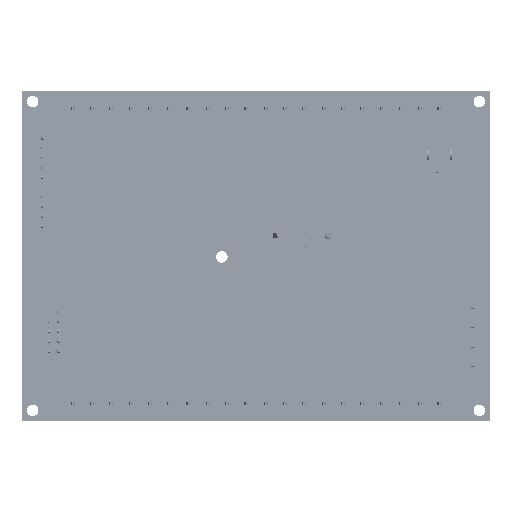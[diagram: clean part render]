
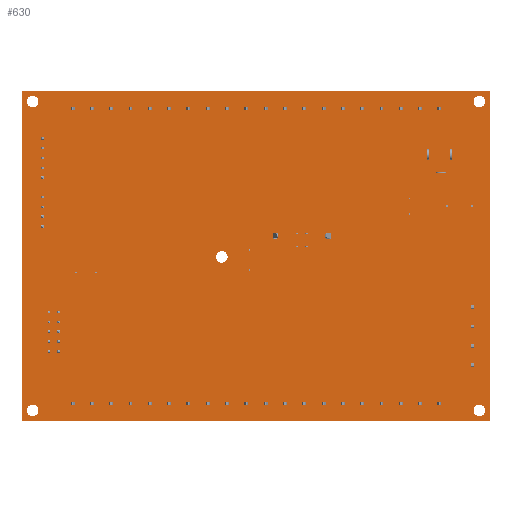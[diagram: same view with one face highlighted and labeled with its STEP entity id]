
A CAD part, front view. The second image highlights one B-rep face of the part: STEP entity #630.
In plain terms, the highlighted free-form (B-spline) face has degree [1, 1] with [2, 2] control points.
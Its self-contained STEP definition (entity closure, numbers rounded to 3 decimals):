
#228 = VERTEX_POINT('',#229);
#229 = CARTESIAN_POINT('',(-12.364,0.,-2.445));
#234 = EDGE_CURVE('',#228,#235,#237,.T.);
#235 = VERTEX_POINT('',#236);
#236 = CARTESIAN_POINT('',(-12.364,0.,1.746));
#237 = ( BOUNDED_CURVE() B_SPLINE_CURVE(2,(#238,#239,#240,#241,#242),
.UNSPECIFIED.,.F.,.F.) B_SPLINE_CURVE_WITH_KNOTS((3,2,3),(3.142,
4.712,6.283),.PIECEWISE_BEZIER_KNOTS.) CURVE() 
GEOMETRIC_REPRESENTATION_ITEM() RATIONAL_B_SPLINE_CURVE((1.,
0.707,1.,0.707,1.)) REPRESENTATION_ITEM('') );
#238 = CARTESIAN_POINT('',(-12.364,0.,-2.445));
#239 = CARTESIAN_POINT('',(-14.459,0.,-2.445));
#240 = CARTESIAN_POINT('',(-14.459,0.,-0.349));
#241 = CARTESIAN_POINT('',(-14.459,0.,1.746));
#242 = CARTESIAN_POINT('',(-12.364,0.,1.746));
#276 = VERTEX_POINT('',#277);
#277 = CARTESIAN_POINT('',(-80.82,0.,53.787));
#282 = EDGE_CURVE('',#276,#283,#285,.T.);
#283 = VERTEX_POINT('',#284);
#284 = CARTESIAN_POINT('',(-80.82,0.,57.978));
#285 = ( BOUNDED_CURVE() B_SPLINE_CURVE(2,(#286,#287,#288,#289,#290),
.UNSPECIFIED.,.F.,.F.) B_SPLINE_CURVE_WITH_KNOTS((3,2,3),(0.,
1.571,3.142),.PIECEWISE_BEZIER_KNOTS.) CURVE() 
GEOMETRIC_REPRESENTATION_ITEM() RATIONAL_B_SPLINE_CURVE((1.,
0.707,1.,0.707,1.)) REPRESENTATION_ITEM('') );
#286 = CARTESIAN_POINT('',(-80.82,0.,53.787));
#287 = CARTESIAN_POINT('',(-82.915,0.,53.787));
#288 = CARTESIAN_POINT('',(-82.915,0.,55.882));
#289 = CARTESIAN_POINT('',(-82.915,0.,57.978));
#290 = CARTESIAN_POINT('',(-80.82,0.,57.978));
#324 = VERTEX_POINT('',#325);
#325 = CARTESIAN_POINT('',(80.82,0.,53.787));
#330 = EDGE_CURVE('',#324,#331,#333,.T.);
#331 = VERTEX_POINT('',#332);
#332 = CARTESIAN_POINT('',(80.82,0.,57.978));
#333 = ( BOUNDED_CURVE() B_SPLINE_CURVE(2,(#334,#335,#336,#337,#338),
.UNSPECIFIED.,.F.,.F.) B_SPLINE_CURVE_WITH_KNOTS((3,2,3),(3.142,
4.712,6.283),.PIECEWISE_BEZIER_KNOTS.) CURVE() 
GEOMETRIC_REPRESENTATION_ITEM() RATIONAL_B_SPLINE_CURVE((1.,
0.707,1.,0.707,1.)) REPRESENTATION_ITEM('') );
#334 = CARTESIAN_POINT('',(80.82,0.,53.787));
#335 = CARTESIAN_POINT('',(78.724,0.,53.787));
#336 = CARTESIAN_POINT('',(78.724,0.,55.882));
#337 = CARTESIAN_POINT('',(78.724,0.,57.978));
#338 = CARTESIAN_POINT('',(80.82,0.,57.978));
#372 = VERTEX_POINT('',#373);
#373 = CARTESIAN_POINT('',(80.82,0.,-57.978));
#378 = EDGE_CURVE('',#372,#379,#381,.T.);
#379 = VERTEX_POINT('',#380);
#380 = CARTESIAN_POINT('',(80.82,0.,-53.787));
#381 = ( BOUNDED_CURVE() B_SPLINE_CURVE(2,(#382,#383,#384,#385,#386),
.UNSPECIFIED.,.F.,.F.) B_SPLINE_CURVE_WITH_KNOTS((3,2,3),(0.,
1.571,3.142),.PIECEWISE_BEZIER_KNOTS.) CURVE() 
GEOMETRIC_REPRESENTATION_ITEM() RATIONAL_B_SPLINE_CURVE((1.,
0.707,1.,0.707,1.)) REPRESENTATION_ITEM('') );
#382 = CARTESIAN_POINT('',(80.82,0.,-57.978));
#383 = CARTESIAN_POINT('',(78.724,0.,-57.978));
#384 = CARTESIAN_POINT('',(78.724,0.,-55.882));
#385 = CARTESIAN_POINT('',(78.724,0.,-53.787));
#386 = CARTESIAN_POINT('',(80.82,0.,-53.787));
#420 = VERTEX_POINT('',#421);
#421 = CARTESIAN_POINT('',(-80.82,0.,-57.978));
#426 = EDGE_CURVE('',#420,#427,#429,.T.);
#427 = VERTEX_POINT('',#428);
#428 = CARTESIAN_POINT('',(-80.82,0.,-53.787));
#429 = ( BOUNDED_CURVE() B_SPLINE_CURVE(2,(#430,#431,#432,#433,#434),
.UNSPECIFIED.,.F.,.F.) B_SPLINE_CURVE_WITH_KNOTS((3,2,3),(3.142,
4.712,6.283),.PIECEWISE_BEZIER_KNOTS.) CURVE() 
GEOMETRIC_REPRESENTATION_ITEM() RATIONAL_B_SPLINE_CURVE((1.,
0.707,1.,0.707,1.)) REPRESENTATION_ITEM('') );
#430 = CARTESIAN_POINT('',(-80.82,0.,-57.978));
#431 = CARTESIAN_POINT('',(-82.915,0.,-57.978));
#432 = CARTESIAN_POINT('',(-82.915,0.,-55.882));
#433 = CARTESIAN_POINT('',(-82.915,0.,-53.787));
#434 = CARTESIAN_POINT('',(-80.82,0.,-53.787));
#630 = ADVANCED_FACE('',(#631,#661,#672,#683,#694,#705),#716,.F.);
#631 = FACE_BOUND('',#632,.T.);
#632 = EDGE_LOOP('',(#633,#642,#649,#656));
#633 = ORIENTED_EDGE('',*,*,#634,.F.);
#634 = EDGE_CURVE('',#635,#637,#639,.T.);
#635 = VERTEX_POINT('',#636);
#636 = CARTESIAN_POINT('',(84.661,0.,59.724));
#637 = VERTEX_POINT('',#638);
#638 = CARTESIAN_POINT('',(84.661,0.,-59.724));
#639 = B_SPLINE_CURVE_WITH_KNOTS('',1,(#640,#641),.UNSPECIFIED.,.F.,.F.,
  (2,2),(-85.5,-0.),.PIECEWISE_BEZIER_KNOTS.);
#640 = CARTESIAN_POINT('',(84.661,0.,59.724));
#641 = CARTESIAN_POINT('',(84.661,0.,-59.724));
#642 = ORIENTED_EDGE('',*,*,#643,.F.);
#643 = EDGE_CURVE('',#644,#635,#646,.T.);
#644 = VERTEX_POINT('',#645);
#645 = CARTESIAN_POINT('',(-84.661,0.,59.724));
#646 = B_SPLINE_CURVE_WITH_KNOTS('',1,(#647,#648),.UNSPECIFIED.,.F.,.F.,
  (2,2),(0.,121.2),.PIECEWISE_BEZIER_KNOTS.);
#647 = CARTESIAN_POINT('',(-84.661,0.,59.724));
#648 = CARTESIAN_POINT('',(84.661,0.,59.724));
#649 = ORIENTED_EDGE('',*,*,#650,.F.);
#650 = EDGE_CURVE('',#651,#644,#653,.T.);
#651 = VERTEX_POINT('',#652);
#652 = CARTESIAN_POINT('',(-84.661,0.,-59.724));
#653 = B_SPLINE_CURVE_WITH_KNOTS('',1,(#654,#655),.UNSPECIFIED.,.F.,.F.,
  (2,2),(0.,85.5),.PIECEWISE_BEZIER_KNOTS.);
#654 = CARTESIAN_POINT('',(-84.661,0.,-59.724));
#655 = CARTESIAN_POINT('',(-84.661,0.,59.724));
#656 = ORIENTED_EDGE('',*,*,#657,.F.);
#657 = EDGE_CURVE('',#637,#651,#658,.T.);
#658 = B_SPLINE_CURVE_WITH_KNOTS('',1,(#659,#660),.UNSPECIFIED.,.F.,.F.,
  (2,2),(-121.2,-0.),.PIECEWISE_BEZIER_KNOTS.);
#659 = CARTESIAN_POINT('',(84.661,0.,-59.724));
#660 = CARTESIAN_POINT('',(-84.661,0.,-59.724));
#661 = FACE_BOUND('',#662,.T.);
#662 = EDGE_LOOP('',(#663,#664));
#663 = ORIENTED_EDGE('',*,*,#426,.T.);
#664 = ORIENTED_EDGE('',*,*,#665,.T.);
#665 = EDGE_CURVE('',#427,#420,#666,.T.);
#666 = ( BOUNDED_CURVE() B_SPLINE_CURVE(2,(#667,#668,#669,#670,#671),
.UNSPECIFIED.,.F.,.F.) B_SPLINE_CURVE_WITH_KNOTS((3,2,3),(0.,
1.571,3.142),.PIECEWISE_BEZIER_KNOTS.) CURVE() 
GEOMETRIC_REPRESENTATION_ITEM() RATIONAL_B_SPLINE_CURVE((1.,
0.707,1.,0.707,1.)) REPRESENTATION_ITEM('') );
#667 = CARTESIAN_POINT('',(-80.82,0.,-53.787));
#668 = CARTESIAN_POINT('',(-78.724,0.,-53.787));
#669 = CARTESIAN_POINT('',(-78.724,0.,-55.882));
#670 = CARTESIAN_POINT('',(-78.724,0.,-57.978));
#671 = CARTESIAN_POINT('',(-80.82,0.,-57.978));
#672 = FACE_BOUND('',#673,.T.);
#673 = EDGE_LOOP('',(#674,#675));
#674 = ORIENTED_EDGE('',*,*,#378,.T.);
#675 = ORIENTED_EDGE('',*,*,#676,.T.);
#676 = EDGE_CURVE('',#379,#372,#677,.T.);
#677 = ( BOUNDED_CURVE() B_SPLINE_CURVE(2,(#678,#679,#680,#681,#682),
.UNSPECIFIED.,.F.,.F.) B_SPLINE_CURVE_WITH_KNOTS((3,2,3),(3.142,
4.712,6.283),.PIECEWISE_BEZIER_KNOTS.) CURVE() 
GEOMETRIC_REPRESENTATION_ITEM() RATIONAL_B_SPLINE_CURVE((1.,
0.707,1.,0.707,1.)) REPRESENTATION_ITEM('') );
#678 = CARTESIAN_POINT('',(80.82,0.,-53.787));
#679 = CARTESIAN_POINT('',(82.915,0.,-53.787));
#680 = CARTESIAN_POINT('',(82.915,0.,-55.882));
#681 = CARTESIAN_POINT('',(82.915,0.,-57.978));
#682 = CARTESIAN_POINT('',(80.82,0.,-57.978));
#683 = FACE_BOUND('',#684,.T.);
#684 = EDGE_LOOP('',(#685,#686));
#685 = ORIENTED_EDGE('',*,*,#330,.T.);
#686 = ORIENTED_EDGE('',*,*,#687,.T.);
#687 = EDGE_CURVE('',#331,#324,#688,.T.);
#688 = ( BOUNDED_CURVE() B_SPLINE_CURVE(2,(#689,#690,#691,#692,#693),
.UNSPECIFIED.,.F.,.F.) B_SPLINE_CURVE_WITH_KNOTS((3,2,3),(0.,
1.571,3.142),.PIECEWISE_BEZIER_KNOTS.) CURVE() 
GEOMETRIC_REPRESENTATION_ITEM() RATIONAL_B_SPLINE_CURVE((1.,
0.707,1.,0.707,1.)) REPRESENTATION_ITEM('') );
#689 = CARTESIAN_POINT('',(80.82,0.,57.978));
#690 = CARTESIAN_POINT('',(82.915,0.,57.978));
#691 = CARTESIAN_POINT('',(82.915,0.,55.882));
#692 = CARTESIAN_POINT('',(82.915,0.,53.787));
#693 = CARTESIAN_POINT('',(80.82,0.,53.787));
#694 = FACE_BOUND('',#695,.T.);
#695 = EDGE_LOOP('',(#696,#697));
#696 = ORIENTED_EDGE('',*,*,#282,.T.);
#697 = ORIENTED_EDGE('',*,*,#698,.T.);
#698 = EDGE_CURVE('',#283,#276,#699,.T.);
#699 = ( BOUNDED_CURVE() B_SPLINE_CURVE(2,(#700,#701,#702,#703,#704),
.UNSPECIFIED.,.F.,.F.) B_SPLINE_CURVE_WITH_KNOTS((3,2,3),(3.142,
4.712,6.283),.PIECEWISE_BEZIER_KNOTS.) CURVE() 
GEOMETRIC_REPRESENTATION_ITEM() RATIONAL_B_SPLINE_CURVE((1.,
0.707,1.,0.707,1.)) REPRESENTATION_ITEM('') );
#700 = CARTESIAN_POINT('',(-80.82,0.,57.978));
#701 = CARTESIAN_POINT('',(-78.724,0.,57.978));
#702 = CARTESIAN_POINT('',(-78.724,0.,55.882));
#703 = CARTESIAN_POINT('',(-78.724,0.,53.787));
#704 = CARTESIAN_POINT('',(-80.82,0.,53.787));
#705 = FACE_BOUND('',#706,.T.);
#706 = EDGE_LOOP('',(#707,#708));
#707 = ORIENTED_EDGE('',*,*,#234,.T.);
#708 = ORIENTED_EDGE('',*,*,#709,.T.);
#709 = EDGE_CURVE('',#235,#228,#710,.T.);
#710 = ( BOUNDED_CURVE() B_SPLINE_CURVE(2,(#711,#712,#713,#714,#715),
.UNSPECIFIED.,.F.,.F.) B_SPLINE_CURVE_WITH_KNOTS((3,2,3),(0.,
1.571,3.142),.PIECEWISE_BEZIER_KNOTS.) CURVE() 
GEOMETRIC_REPRESENTATION_ITEM() RATIONAL_B_SPLINE_CURVE((1.,
0.707,1.,0.707,1.)) REPRESENTATION_ITEM('') );
#711 = CARTESIAN_POINT('',(-12.364,0.,1.746));
#712 = CARTESIAN_POINT('',(-10.268,0.,1.746));
#713 = CARTESIAN_POINT('',(-10.268,0.,-0.349));
#714 = CARTESIAN_POINT('',(-10.268,0.,-2.445));
#715 = CARTESIAN_POINT('',(-12.364,0.,-2.445));
#716 = B_SPLINE_SURFACE_WITH_KNOTS('',1,1,(
    (#717,#718)
    ,(#719,#720
    )),.UNSPECIFIED.,.F.,.F.,.F.,(2,2),(2,2),(-42.75,42.75),(-60.6,60.6)
  ,.PIECEWISE_BEZIER_KNOTS.);
#717 = CARTESIAN_POINT('',(-84.661,0.,-59.724));
#718 = CARTESIAN_POINT('',(84.661,0.,-59.724));
#719 = CARTESIAN_POINT('',(-84.661,0.,59.724));
#720 = CARTESIAN_POINT('',(84.661,0.,59.724));
